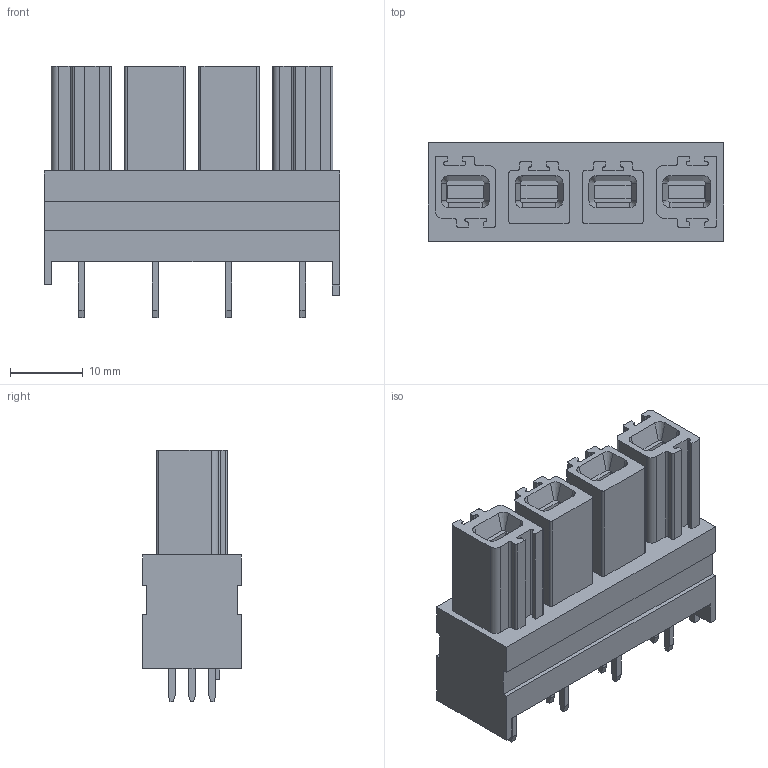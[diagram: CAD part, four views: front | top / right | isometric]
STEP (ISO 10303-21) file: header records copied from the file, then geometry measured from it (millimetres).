
FILE_DESCRIPTION(('CATIA V5 STEP Exchange','CAx-IF Rec.Pracs.--- Model Styling and Organization---1.2---2011-12-15'),'2;1');
FILE_NAME ('D1450620_0_1289010000_1289010000.stp','2018-09-10T15:19:55+00:00',('none'),('Weidmueller'),'CATIA Version 5-6 Release 2014','CATIA V5 STEP AP214','none');
FILE_SCHEMA(('AUTOMOTIVE_DESIGN { 1 0 10303 214 1 1 1 1 }'));
Length unit declared in the file: millimetre
Products named in the file (1): 1289010000
Bounding box: 40.64 x 13.6 x 34.6 mm (x, y, z)
Volume: 10422.7 mm3; surface area: 5640.4 mm2
Topology: 5 solids, 5 shells, 326 faces, 912 edges, 608 vertices
Faces by surface type: plane 242, cylinder 68, cone 16
Entity records: 9691 total; most frequent: ORIENTED_EDGE 1824, CARTESIAN_POINT 1729, DIRECTION 1328, EDGE_CURVE 912, VECTOR 744, LINE 744, VERTEX_POINT 608, AXIS2_PLACEMENT_3D 377
